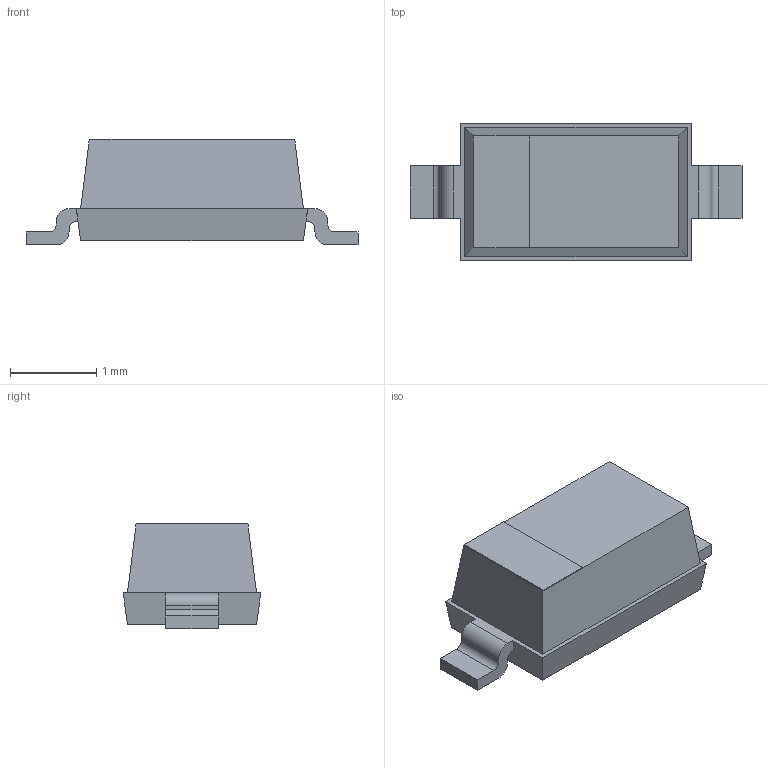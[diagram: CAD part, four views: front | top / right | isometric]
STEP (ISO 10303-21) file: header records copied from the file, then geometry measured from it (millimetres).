
FILE_DESCRIPTION((''),'2;1');
FILE_NAME('SOD123_ONSEMI','2010-10-04T',('Simon'),(''),'PRO/ENGINEER BY PARAMETRIC TECHNOLOGY CORPORATION, 2008400','PRO/ENGINEER BY PARAMETRIC TECHNOLOGY CORPORATION, 2008400','');
FILE_SCHEMA(('AUTOMOTIVE_DESIGN_CC2 { 1 2 10303 214 -1 1 5 2 }'));
Length unit declared in the file: millimetre
Products named in the file (1): SOD123_ONSEMI
Bounding box: 3.86 x 1.6 x 1.23 mm (x, y, z)
Volume: 4.5 mm3; surface area: 19.2 mm2
Topology: 1 solids, 1 shells, 41 faces, 117 edges, 82 vertices
Faces by surface type: plane 33, cylinder 8
Entity records: 2045 total; most frequent: CARTESIAN_POINT 232, ORIENTED_EDGE 220, DIRECTION 219, PRESENTATION_STYLE_ASSIGNMENT 146, STYLED_ITEM 122, CURVE_STYLE 120, EDGE_CURVE 110, VECTOR 101
